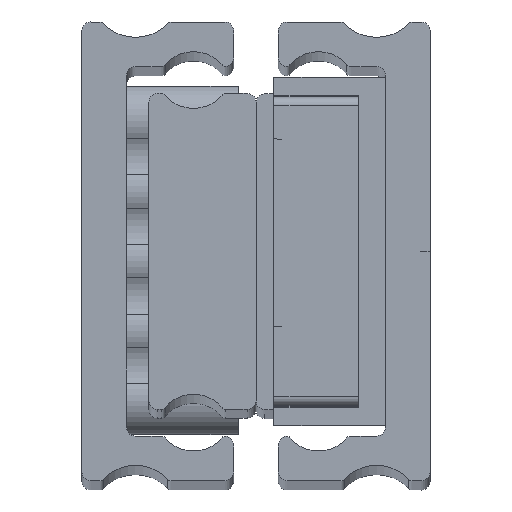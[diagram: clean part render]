
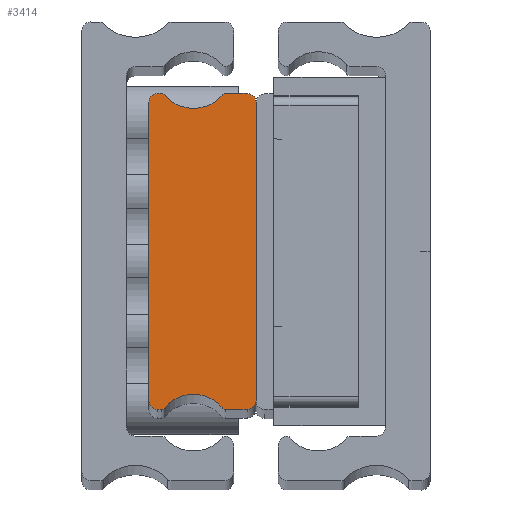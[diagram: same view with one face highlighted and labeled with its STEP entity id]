
A CAD part, top view. The second image highlights one B-rep face of the part: STEP entity #3414.
In plain terms, the highlighted planar face has unit normal (0, 0, 1).
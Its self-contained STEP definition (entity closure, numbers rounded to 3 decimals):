
#78 = LINE ( 'NONE', #4728, #6121 ) ;
#94 = AXIS2_PLACEMENT_3D ( 'NONE', #4198, #2919, #5294 ) ;
#144 = CARTESIAN_POINT ( 'NONE',  ( -10.603, 17.688, 0. ) ) ;
#252 = LINE ( 'NONE', #144, #7387 ) ;
#306 = LINE ( 'NONE', #7371, #2714 ) ;
#333 = VERTEX_POINT ( 'NONE', #4881 ) ;
#398 = CARTESIAN_POINT ( 'NONE',  ( 0., -16.687, 0. ) ) ;
#450 = VERTEX_POINT ( 'NONE', #7453 ) ;
#479 = CARTESIAN_POINT ( 'NONE',  ( -10.192, -17.473, 0. ) ) ;
#642 = CARTESIAN_POINT ( 'NONE',  ( -12., 16.687, 0. ) ) ;
#665 = CARTESIAN_POINT ( 'NONE',  ( -11., -17.687, 0. ) ) ;
#750 = CARTESIAN_POINT ( 'NONE',  ( -1., -16.687, 0. ) ) ;
#793 = ORIENTED_EDGE ( 'NONE', *, *, #4280, .T. ) ;
#822 = DIRECTION ( 'NONE',  ( 1., 0., 0. ) ) ;
#882 = DIRECTION ( 'NONE',  ( 0., 0., -1. ) ) ;
#929 = CARTESIAN_POINT ( 'NONE',  ( -3.808, 17.473, 0. ) ) ;
#1293 = DIRECTION ( 'NONE',  ( -1., 0., 0. ) ) ;
#1305 = DIRECTION ( 'NONE',  ( 1., 0., 0. ) ) ;
#1527 = VERTEX_POINT ( 'NONE', #665 ) ;
#1575 = CIRCLE ( 'NONE', #3434, 1. ) ;
#1694 = LINE ( 'NONE', #398, #2427 ) ;
#1697 = ORIENTED_EDGE ( 'NONE', *, *, #6313, .T. ) ;
#1720 = CIRCLE ( 'NONE', #3708, 0.5 ) ;
#1723 = EDGE_CURVE ( 'NONE', #1969, #4833, #7253, .T. ) ;
#1836 = DIRECTION ( 'NONE',  ( 1., 0., 0. ) ) ;
#1861 = LINE ( 'NONE', #642, #5141 ) ;
#1877 = VERTEX_POINT ( 'NONE', #2014 ) ;
#1969 = VERTEX_POINT ( 'NONE', #479 ) ;
#1999 = ORIENTED_EDGE ( 'NONE', *, *, #6666, .T. ) ;
#2002 = FACE_OUTER_BOUND ( 'NONE', #3025, .T. ) ;
#2014 = CARTESIAN_POINT ( 'NONE',  ( -1., 17.688, 0. ) ) ;
#2017 = AXIS2_PLACEMENT_3D ( 'NONE', #4588, #7550, #6588 ) ;
#2151 = CARTESIAN_POINT ( 'NONE',  ( -3.808, -17.473, 0. ) ) ;
#2179 = VERTEX_POINT ( 'NONE', #5355 ) ;
#2187 = CARTESIAN_POINT ( 'NONE',  ( -12., 16.687, 0. ) ) ;
#2247 = AXIS2_PLACEMENT_3D ( 'NONE', #6543, #5251, #1836 ) ;
#2261 = ORIENTED_EDGE ( 'NONE', *, *, #1723, .T. ) ;
#2273 = EDGE_CURVE ( 'NONE', #4490, #6142, #252, .T. ) ;
#2284 = CIRCLE ( 'NONE', #6574, 0.5 ) ;
#2312 = EDGE_CURVE ( 'NONE', #333, #2179, #6423, .T. ) ;
#2336 = VERTEX_POINT ( 'NONE', #7248 ) ;
#2427 = VECTOR ( 'NONE', #4510, 1000. ) ;
#2499 = EDGE_CURVE ( 'NONE', #450, #4658, #3159, .T. ) ;
#2544 = DIRECTION ( 'NONE',  ( 0., 0., 1. ) ) ;
#2559 = DIRECTION ( 'NONE',  ( 0., 0., 1. ) ) ;
#2588 = DIRECTION ( 'NONE',  ( 0., 0., 1. ) ) ;
#2590 = PLANE ( 'NONE',  #6737 ) ;
#2641 = AXIS2_PLACEMENT_3D ( 'NONE', #750, #2559, #6075 ) ;
#2689 = EDGE_CURVE ( 'NONE', #4658, #4615, #3885, .T. ) ;
#2714 = VECTOR ( 'NONE', #6730, 1000. ) ;
#2892 = ORIENTED_EDGE ( 'NONE', *, *, #2689, .T. ) ;
#2919 = DIRECTION ( 'NONE',  ( 0., 0., 1. ) ) ;
#2942 = CIRCLE ( 'NONE', #6347, 0.5 ) ;
#2963 = DIRECTION ( 'NONE',  ( 1., 0., 0. ) ) ;
#3025 = EDGE_LOOP ( 'NONE', ( #2892, #3543, #6293, #5528, #5598, #7072, #6745, #1697, #2261, #793, #1999, #5792, #6941, #6381, #3145, #5543 ) ) ;
#3038 = VERTEX_POINT ( 'NONE', #7480 ) ;
#3145 = ORIENTED_EDGE ( 'NONE', *, *, #6875, .T. ) ;
#3159 = CIRCLE ( 'NONE', #2017, 0.5 ) ;
#3189 = EDGE_CURVE ( 'NONE', #3579, #2336, #1861, .T. ) ;
#3279 = CARTESIAN_POINT ( 'NONE',  ( -3.397, -17.688, 0. ) ) ;
#3319 = DIRECTION ( 'NONE',  ( 0., 0., 1. ) ) ;
#3392 = DIRECTION ( 'NONE',  ( 1., 0., 0. ) ) ;
#3414 = ADVANCED_FACE ( 'NONE', ( #2002 ), #2590, .T. ) ;
#3434 = AXIS2_PLACEMENT_3D ( 'NONE', #6397, #5337, #2963 ) ;
#3543 = ORIENTED_EDGE ( 'NONE', *, *, #5707, .T. ) ;
#3579 = VERTEX_POINT ( 'NONE', #2187 ) ;
#3645 = CARTESIAN_POINT ( 'NONE',  ( -10.603, -17.687, 0. ) ) ;
#3653 = CARTESIAN_POINT ( 'NONE',  ( -10.603, 17.687, 0. ) ) ;
#3708 = AXIS2_PLACEMENT_3D ( 'NONE', #4329, #2588, #7168 ) ;
#3766 = EDGE_CURVE ( 'NONE', #6142, #3579, #5973, .T. ) ;
#3885 = CIRCLE ( 'NONE', #5578, 4.22 ) ;
#3915 = DIRECTION ( 'NONE',  ( 0., 0., 1. ) ) ;
#4143 = EDGE_CURVE ( 'NONE', #3038, #1877, #4393, .T. ) ;
#4198 = CARTESIAN_POINT ( 'NONE',  ( -1., 16.687, 0. ) ) ;
#4280 = EDGE_CURVE ( 'NONE', #4833, #6710, #2284, .T. ) ;
#4312 = CARTESIAN_POINT ( 'NONE',  ( -3.397, -17.187, 0. ) ) ;
#4329 = CARTESIAN_POINT ( 'NONE',  ( -10.603, -17.187, 0. ) ) ;
#4353 = CARTESIAN_POINT ( 'NONE',  ( -11., 16.687, 0. ) ) ;
#4393 = CIRCLE ( 'NONE', #94, 1. ) ;
#4490 = VERTEX_POINT ( 'NONE', #3653 ) ;
#4510 = DIRECTION ( 'NONE',  ( 0., 1., 0. ) ) ;
#4527 = DIRECTION ( 'NONE',  ( -1., 0., 0. ) ) ;
#4588 = CARTESIAN_POINT ( 'NONE',  ( -3.397, 17.187, 0. ) ) ;
#4615 = VERTEX_POINT ( 'NONE', #6181 ) ;
#4658 = VERTEX_POINT ( 'NONE', #929 ) ;
#4662 = CARTESIAN_POINT ( 'NONE',  ( -11., 17.687, 0. ) ) ;
#4728 = CARTESIAN_POINT ( 'NONE',  ( -11., -17.687, 0. ) ) ;
#4809 = DIRECTION ( 'NONE',  ( 1., 0., 0. ) ) ;
#4833 = VERTEX_POINT ( 'NONE', #2151 ) ;
#4881 = CARTESIAN_POINT ( 'NONE',  ( -1., -17.688, 0. ) ) ;
#4914 = EDGE_CURVE ( 'NONE', #2179, #3038, #1694, .T. ) ;
#5009 = CARTESIAN_POINT ( 'NONE',  ( -7., 20.232, 0. ) ) ;
#5017 = VERTEX_POINT ( 'NONE', #3645 ) ;
#5063 = CARTESIAN_POINT ( 'NONE',  ( -10.603, 17.187, 0. ) ) ;
#5097 = LINE ( 'NONE', #7409, #5522 ) ;
#5141 = VECTOR ( 'NONE', #6413, 1000. ) ;
#5251 = DIRECTION ( 'NONE',  ( 0., 0., -1. ) ) ;
#5294 = DIRECTION ( 'NONE',  ( 1., 0., 0. ) ) ;
#5337 = DIRECTION ( 'NONE',  ( 0., 0., 1. ) ) ;
#5355 = CARTESIAN_POINT ( 'NONE',  ( 0., -16.687, 0. ) ) ;
#5415 = EDGE_CURVE ( 'NONE', #2336, #1527, #1575, .T. ) ;
#5522 = VECTOR ( 'NONE', #4527, 1000. ) ;
#5528 = ORIENTED_EDGE ( 'NONE', *, *, #3766, .T. ) ;
#5543 = ORIENTED_EDGE ( 'NONE', *, *, #2499, .T. ) ;
#5578 = AXIS2_PLACEMENT_3D ( 'NONE', #7302, #882, #6205 ) ;
#5598 = ORIENTED_EDGE ( 'NONE', *, *, #3189, .T. ) ;
#5707 = EDGE_CURVE ( 'NONE', #4615, #4490, #2942, .T. ) ;
#5792 = ORIENTED_EDGE ( 'NONE', *, *, #2312, .T. ) ;
#5955 = AXIS2_PLACEMENT_3D ( 'NONE', #4353, #2544, #6026 ) ;
#5973 = CIRCLE ( 'NONE', #5955, 1. ) ;
#6026 = DIRECTION ( 'NONE',  ( 1., 0., 0. ) ) ;
#6068 = DIRECTION ( 'NONE',  ( 0., 0., 1. ) ) ;
#6075 = DIRECTION ( 'NONE',  ( 1., 0., 0. ) ) ;
#6121 = VECTOR ( 'NONE', #1305, 1000. ) ;
#6142 = VERTEX_POINT ( 'NONE', #4662 ) ;
#6181 = CARTESIAN_POINT ( 'NONE',  ( -10.192, 17.473, 0. ) ) ;
#6205 = DIRECTION ( 'NONE',  ( 1., 0., 0. ) ) ;
#6293 = ORIENTED_EDGE ( 'NONE', *, *, #2273, .T. ) ;
#6313 = EDGE_CURVE ( 'NONE', #5017, #1969, #1720, .T. ) ;
#6347 = AXIS2_PLACEMENT_3D ( 'NONE', #5063, #3319, #3392 ) ;
#6381 = ORIENTED_EDGE ( 'NONE', *, *, #4143, .T. ) ;
#6397 = CARTESIAN_POINT ( 'NONE',  ( -11., -16.688, 0. ) ) ;
#6413 = DIRECTION ( 'NONE',  ( 0., -1., 0. ) ) ;
#6423 = CIRCLE ( 'NONE', #2641, 1. ) ;
#6522 = EDGE_CURVE ( 'NONE', #1527, #5017, #78, .T. ) ;
#6543 = CARTESIAN_POINT ( 'NONE',  ( -7., -20.232, 0. ) ) ;
#6574 = AXIS2_PLACEMENT_3D ( 'NONE', #4312, #3915, #4809 ) ;
#6588 = DIRECTION ( 'NONE',  ( 1., 0., 0. ) ) ;
#6666 = EDGE_CURVE ( 'NONE', #6710, #333, #306, .T. ) ;
#6710 = VERTEX_POINT ( 'NONE', #3279 ) ;
#6730 = DIRECTION ( 'NONE',  ( 1., 0., 0. ) ) ;
#6737 = AXIS2_PLACEMENT_3D ( 'NONE', #5009, #6068, #822 ) ;
#6745 = ORIENTED_EDGE ( 'NONE', *, *, #6522, .T. ) ;
#6875 = EDGE_CURVE ( 'NONE', #1877, #450, #5097, .T. ) ;
#6941 = ORIENTED_EDGE ( 'NONE', *, *, #4914, .T. ) ;
#7072 = ORIENTED_EDGE ( 'NONE', *, *, #5415, .T. ) ;
#7168 = DIRECTION ( 'NONE',  ( 1., 0., 0. ) ) ;
#7248 = CARTESIAN_POINT ( 'NONE',  ( -12., -16.688, 0. ) ) ;
#7253 = CIRCLE ( 'NONE', #2247, 4.22 ) ;
#7302 = CARTESIAN_POINT ( 'NONE',  ( -7., 20.232, 0. ) ) ;
#7371 = CARTESIAN_POINT ( 'NONE',  ( -3.397, -17.688, 0. ) ) ;
#7387 = VECTOR ( 'NONE', #1293, 1000. ) ;
#7409 = CARTESIAN_POINT ( 'NONE',  ( -1., 17.687, 0. ) ) ;
#7453 = CARTESIAN_POINT ( 'NONE',  ( -3.397, 17.687, 0. ) ) ;
#7480 = CARTESIAN_POINT ( 'NONE',  ( 0., 16.687, 0. ) ) ;
#7550 = DIRECTION ( 'NONE',  ( 0., 0., 1. ) ) ;
